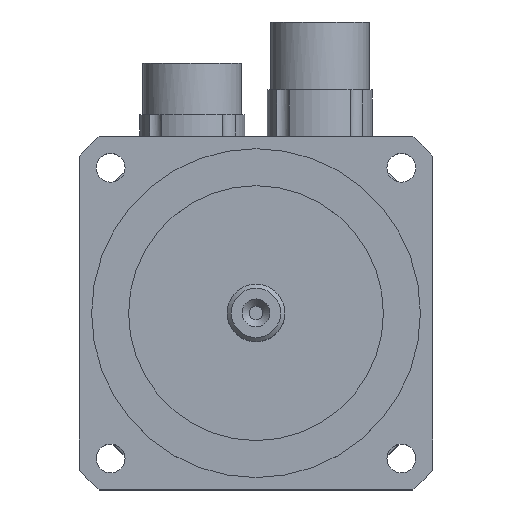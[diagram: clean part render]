
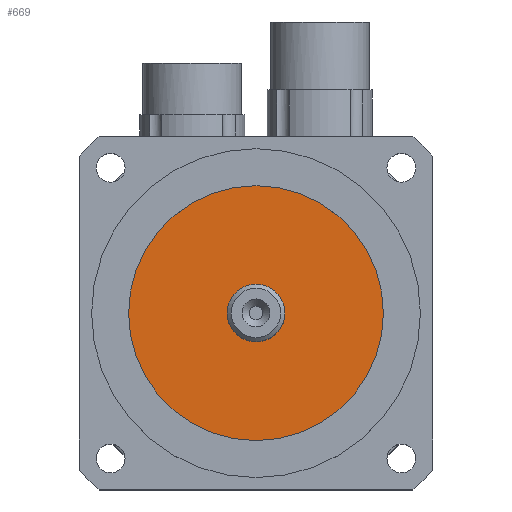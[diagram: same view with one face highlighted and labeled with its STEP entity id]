
A CAD part, top view. The second image highlights one B-rep face of the part: STEP entity #669.
In plain terms, the highlighted planar face has unit normal (0, 0, 1).
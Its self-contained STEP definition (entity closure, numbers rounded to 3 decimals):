
#331=CARTESIAN_POINT('',(7.,0.,126.5));
#332=VERTEX_POINT('',#331);
#333=CARTESIAN_POINT('',(0.0,0.0,126.5));
#334=DIRECTION('',(0.0,0.0,-1.0));
#335=DIRECTION('',(-1.0,0.0,0.0));
#336=AXIS2_PLACEMENT_3D('',#333,#334,#335);
#337=CIRCLE('',#336,7.);
#338=EDGE_CURVE('',#332,#332,#337,.T.);
#635=CARTESIAN_POINT('',(31.0,0.,126.5));
#636=VERTEX_POINT('',#635);
#637=CARTESIAN_POINT('',(0.0,0.0,126.5));
#638=DIRECTION('',(0.0,0.0,1.0));
#639=DIRECTION('',(-1.0,0.0,0.0));
#640=AXIS2_PLACEMENT_3D('',#637,#638,#639);
#641=CIRCLE('',#640,31.0);
#642=EDGE_CURVE('',#636,#636,#641,.T.);
#658=CARTESIAN_POINT('',(0.0,0.0,126.5));
#659=DIRECTION('',(0.0,0.0,-1.0));
#660=DIRECTION('',(-1.0,0.0,0.0));
#661=AXIS2_PLACEMENT_3D('',#658,#659,#660);
#662=PLANE('',#661);
#663=ORIENTED_EDGE('',*,*,#642,.T.);
#664=EDGE_LOOP('',(#663));
#665=FACE_OUTER_BOUND('',#664,.T.);
#666=ORIENTED_EDGE('',*,*,#338,.T.);
#667=EDGE_LOOP('',(#666));
#668=FACE_BOUND('',#667,.T.);
#669=ADVANCED_FACE('',(#665,#668),#662,.F.);
